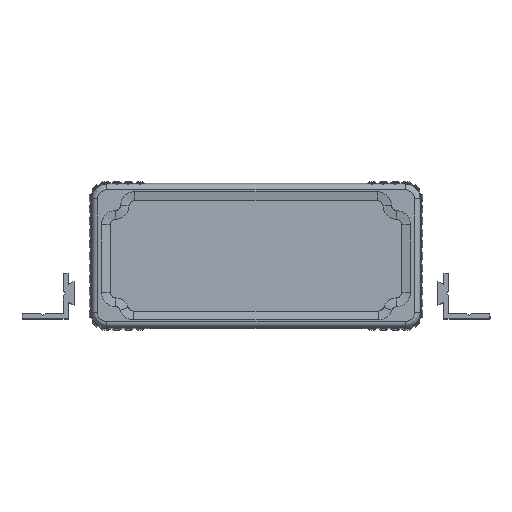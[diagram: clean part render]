
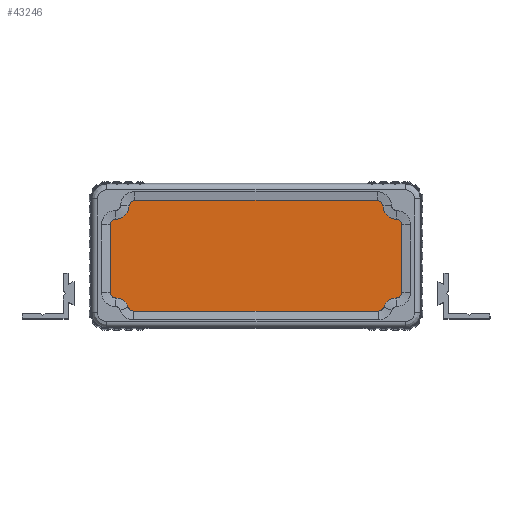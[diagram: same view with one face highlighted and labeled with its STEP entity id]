
A CAD part, top view. The second image highlights one B-rep face of the part: STEP entity #43246.
In plain terms, the highlighted planar face has unit normal (0, 0, 1).
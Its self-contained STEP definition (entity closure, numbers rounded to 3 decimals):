
#110 = DIRECTION ( 'NONE',  ( 0., 0., 1. ) ) ;
#596 = EDGE_CURVE ( 'NONE', #38292, #6449, #58861, .T. ) ;
#1085 = FACE_BOUND ( 'NONE', #50552, .T. ) ;
#1483 = VECTOR ( 'NONE', #61896, 1000. ) ;
#1541 = CIRCLE ( 'NONE', #60155, 1.75 ) ;
#4083 = DIRECTION ( 'NONE',  ( 0., 0., 1. ) ) ;
#4409 = CARTESIAN_POINT ( 'NONE',  ( 51.25, -19.25, 2. ) ) ;
#4714 = AXIS2_PLACEMENT_3D ( 'NONE', #59070, #59000, #58916 ) ;
#4747 = PLANE ( 'NONE',  #67023 ) ;
#6035 = CARTESIAN_POINT ( 'NONE',  ( -50., 17.3, 2. ) ) ;
#6154 = ORIENTED_EDGE ( 'NONE', *, *, #34362, .F. ) ;
#6246 = EDGE_CURVE ( 'NONE', #8061, #48712, #40126, .T. ) ;
#6449 = VERTEX_POINT ( 'NONE', #56269 ) ;
#6472 = VERTEX_POINT ( 'NONE', #29761 ) ;
#6811 = EDGE_CURVE ( 'NONE', #50709, #17871, #57407, .T. ) ;
#7242 = ORIENTED_EDGE ( 'NONE', *, *, #25644, .T. ) ;
#7475 = CARTESIAN_POINT ( 'NONE',  ( -51.25, -19.25, 2. ) ) ;
#8061 = VERTEX_POINT ( 'NONE', #36212 ) ;
#9425 = CARTESIAN_POINT ( 'NONE',  ( 54.25, 19.25, 2. ) ) ;
#9774 = DIRECTION ( 'NONE',  ( 1., 0., 0. ) ) ;
#12871 = DIRECTION ( 'NONE',  ( 1., 0., 0. ) ) ;
#12961 = AXIS2_PLACEMENT_3D ( 'NONE', #50930, #19045, #56271 ) ;
#13048 = CARTESIAN_POINT ( 'NONE',  ( -54.25, 19.25, 2. ) ) ;
#14291 = DIRECTION ( 'NONE',  ( 0., 0., 1. ) ) ;
#14930 = CARTESIAN_POINT ( 'NONE',  ( 46.5, 17.3, 2. ) ) ;
#15333 = FACE_BOUND ( 'NONE', #65910, .T. ) ;
#17305 = VERTEX_POINT ( 'NONE', #18094 ) ;
#17871 = VERTEX_POINT ( 'NONE', #19860 ) ;
#18094 = CARTESIAN_POINT ( 'NONE',  ( -46.5, -19.2, 2. ) ) ;
#18174 = DIRECTION ( 'NONE',  ( 0., 0., 1. ) ) ;
#18660 = VECTOR ( 'NONE', #56693, 1000. ) ;
#18661 = FACE_BOUND ( 'NONE', #24371, .T. ) ;
#18955 = CARTESIAN_POINT ( 'NONE',  ( -54.25, 19.25, 2. ) ) ;
#19045 = DIRECTION ( 'NONE',  ( 0., 0., 1. ) ) ;
#19218 = DIRECTION ( 'NONE',  ( 0., 0., 1. ) ) ;
#19860 = CARTESIAN_POINT ( 'NONE',  ( -46.5, 17.3, 2. ) ) ;
#20357 = LINE ( 'NONE', #51396, #18660 ) ;
#20809 = CARTESIAN_POINT ( 'NONE',  ( -48.25, 17.3, 2. ) ) ;
#20872 = DIRECTION ( 'NONE',  ( 0., 0., 1. ) ) ;
#21603 = CARTESIAN_POINT ( 'NONE',  ( 51.25, 22.25, 2. ) ) ;
#22197 = VERTEX_POINT ( 'NONE', #47427 ) ;
#22325 = EDGE_CURVE ( 'NONE', #22197, #68728, #29415, .T. ) ;
#22376 = DIRECTION ( 'NONE',  ( 0., 0., 1. ) ) ;
#22936 = ORIENTED_EDGE ( 'NONE', *, *, #26533, .F. ) ;
#22984 = ORIENTED_EDGE ( 'NONE', *, *, #32334, .F. ) ;
#24371 = EDGE_LOOP ( 'NONE', ( #22936, #25139 ) ) ;
#24474 = EDGE_CURVE ( 'NONE', #68728, #57297, #30220, .T. ) ;
#24634 = CIRCLE ( 'NONE', #45006, 3. ) ;
#25037 = DIRECTION ( 'NONE',  ( 0., -1., 0. ) ) ;
#25139 = ORIENTED_EDGE ( 'NONE', *, *, #6811, .F. ) ;
#25549 = ORIENTED_EDGE ( 'NONE', *, *, #29341, .T. ) ;
#25644 = EDGE_CURVE ( 'NONE', #60867, #58324, #38481, .T. ) ;
#26172 = DIRECTION ( 'NONE',  ( 1., 0., 0. ) ) ;
#26212 = EDGE_CURVE ( 'NONE', #58324, #63749, #58290, .T. ) ;
#26533 = EDGE_CURVE ( 'NONE', #17871, #50709, #32497, .T. ) ;
#26829 = EDGE_CURVE ( 'NONE', #17305, #6472, #1541, .T. ) ;
#27120 = CARTESIAN_POINT ( 'NONE',  ( -48.25, -19.2, 2. ) ) ;
#27224 = EDGE_CURVE ( 'NONE', #57297, #60867, #28197, .T. ) ;
#27719 = VECTOR ( 'NONE', #46822, 1000. ) ;
#27766 = ORIENTED_EDGE ( 'NONE', *, *, #596, .F. ) ;
#28197 = LINE ( 'NONE', #36167, #1483 ) ;
#28735 = EDGE_CURVE ( 'NONE', #34951, #22197, #24634, .T. ) ;
#29341 = EDGE_CURVE ( 'NONE', #35431, #34951, #20357, .T. ) ;
#29415 = LINE ( 'NONE', #9425, #27719 ) ;
#29508 = FACE_OUTER_BOUND ( 'NONE', #34448, .T. ) ;
#29761 = CARTESIAN_POINT ( 'NONE',  ( -50., -19.2, 2. ) ) ;
#30220 = CIRCLE ( 'NONE', #47962, 3. ) ;
#30333 = ORIENTED_EDGE ( 'NONE', *, *, #27224, .T. ) ;
#30502 = EDGE_CURVE ( 'NONE', #63749, #35431, #45948, .T. ) ;
#31692 = VECTOR ( 'NONE', #25037, 1000. ) ;
#31983 = CARTESIAN_POINT ( 'NONE',  ( -48.25, -19.2, 2. ) ) ;
#32100 = CARTESIAN_POINT ( 'NONE',  ( 48.25, 17.3, 2. ) ) ;
#32334 = EDGE_CURVE ( 'NONE', #6472, #17305, #40847, .T. ) ;
#32471 = DIRECTION ( 'NONE',  ( 1., 0., 0. ) ) ;
#32497 = CIRCLE ( 'NONE', #46489, 1.75 ) ;
#32717 = AXIS2_PLACEMENT_3D ( 'NONE', #31983, #22376, #37397 ) ;
#34362 = EDGE_CURVE ( 'NONE', #6449, #38292, #58166, .T. ) ;
#34448 = EDGE_LOOP ( 'NONE', ( #54833, #25549, #46433, #47040, #40766, #30333, #7242, #42817 ) ) ;
#34951 = VERTEX_POINT ( 'NONE', #68171 ) ;
#35314 = EDGE_CURVE ( 'NONE', #48712, #8061, #66102, .T. ) ;
#35431 = VERTEX_POINT ( 'NONE', #36216 ) ;
#36075 = CARTESIAN_POINT ( 'NONE',  ( 51.25, 19.25, 2. ) ) ;
#36167 = CARTESIAN_POINT ( 'NONE',  ( -51.25, 22.25, 2. ) ) ;
#36212 = CARTESIAN_POINT ( 'NONE',  ( 50., 17.3, 2. ) ) ;
#36216 = CARTESIAN_POINT ( 'NONE',  ( -51.25, -22.25, 2. ) ) ;
#36217 = CARTESIAN_POINT ( 'NONE',  ( -54.25, -19.25, 2. ) ) ;
#37397 = DIRECTION ( 'NONE',  ( 1., 0., 0. ) ) ;
#37507 = DIRECTION ( 'NONE',  ( 1., 0., 0. ) ) ;
#37983 = ORIENTED_EDGE ( 'NONE', *, *, #35314, .F. ) ;
#38292 = VERTEX_POINT ( 'NONE', #68422 ) ;
#38481 = CIRCLE ( 'NONE', #12961, 3. ) ;
#38848 = ORIENTED_EDGE ( 'NONE', *, *, #26829, .F. ) ;
#40126 = CIRCLE ( 'NONE', #44744, 1.75 ) ;
#40766 = ORIENTED_EDGE ( 'NONE', *, *, #24474, .T. ) ;
#40847 = CIRCLE ( 'NONE', #32717, 1.75 ) ;
#41496 = DIRECTION ( 'NONE',  ( -1., 0., 0. ) ) ;
#41803 = DIRECTION ( 'NONE',  ( 0., 0., 1. ) ) ;
#42011 = EDGE_LOOP ( 'NONE', ( #27766, #6154 ) ) ;
#42817 = ORIENTED_EDGE ( 'NONE', *, *, #26212, .T. ) ;
#43246 = ADVANCED_FACE ( 'NONE', ( #18661, #1085, #29508, #56124, #15333 ), #4747, .T. ) ;
#44744 = AXIS2_PLACEMENT_3D ( 'NONE', #32100, #110, #37507 ) ;
#44894 = DIRECTION ( 'NONE',  ( 0., 0., 1. ) ) ;
#45006 = AXIS2_PLACEMENT_3D ( 'NONE', #4409, #41803, #9774 ) ;
#45948 = CIRCLE ( 'NONE', #63292, 3. ) ;
#46274 = CARTESIAN_POINT ( 'NONE',  ( 48.25, 17.3, 2. ) ) ;
#46433 = ORIENTED_EDGE ( 'NONE', *, *, #28735, .T. ) ;
#46489 = AXIS2_PLACEMENT_3D ( 'NONE', #51125, #19218, #56464 ) ;
#46822 = DIRECTION ( 'NONE',  ( 0., 1., 0. ) ) ;
#47040 = ORIENTED_EDGE ( 'NONE', *, *, #22325, .T. ) ;
#47427 = CARTESIAN_POINT ( 'NONE',  ( 54.25, -19.25, 2. ) ) ;
#47962 = AXIS2_PLACEMENT_3D ( 'NONE', #36075, #4083, #41496 ) ;
#48146 = CARTESIAN_POINT ( 'NONE',  ( 54.25, 19.25, 2. ) ) ;
#48712 = VERTEX_POINT ( 'NONE', #14930 ) ;
#49143 = CARTESIAN_POINT ( 'NONE',  ( -51.25, 22.25, 2. ) ) ;
#50066 = CARTESIAN_POINT ( 'NONE',  ( 48.25, -19.2, 2. ) ) ;
#50552 = EDGE_LOOP ( 'NONE', ( #38848, #22984 ) ) ;
#50709 = VERTEX_POINT ( 'NONE', #6035 ) ;
#50930 = CARTESIAN_POINT ( 'NONE',  ( -51.25, 19.25, 2. ) ) ;
#51125 = CARTESIAN_POINT ( 'NONE',  ( -48.25, 17.3, 2. ) ) ;
#51396 = CARTESIAN_POINT ( 'NONE',  ( -51.25, -22.25, 2. ) ) ;
#51569 = DIRECTION ( 'NONE',  ( 1., 0., 0. ) ) ;
#52764 = CARTESIAN_POINT ( 'NONE',  ( -51.25, -19.25, 2. ) ) ;
#53954 = AXIS2_PLACEMENT_3D ( 'NONE', #20809, #58008, #26172 ) ;
#54833 = ORIENTED_EDGE ( 'NONE', *, *, #30502, .T. ) ;
#55382 = DIRECTION ( 'NONE',  ( 1., 0., 0. ) ) ;
#55627 = AXIS2_PLACEMENT_3D ( 'NONE', #46274, #14291, #51569 ) ;
#56124 = FACE_BOUND ( 'NONE', #42011, .T. ) ;
#56269 = CARTESIAN_POINT ( 'NONE',  ( 46.5, -19.2, 2. ) ) ;
#56271 = DIRECTION ( 'NONE',  ( 1., 0., 0. ) ) ;
#56464 = DIRECTION ( 'NONE',  ( 1., 0., 0. ) ) ;
#56693 = DIRECTION ( 'NONE',  ( 1., 0., 0. ) ) ;
#57297 = VERTEX_POINT ( 'NONE', #21603 ) ;
#57407 = CIRCLE ( 'NONE', #53954, 1.75 ) ;
#58008 = DIRECTION ( 'NONE',  ( 0., 0., 1. ) ) ;
#58082 = DIRECTION ( 'NONE',  ( 1., 0., 0. ) ) ;
#58166 = CIRCLE ( 'NONE', #63484, 1.75 ) ;
#58290 = LINE ( 'NONE', #18955, #31692 ) ;
#58324 = VERTEX_POINT ( 'NONE', #13048 ) ;
#58861 = CIRCLE ( 'NONE', #4714, 1.75 ) ;
#58916 = DIRECTION ( 'NONE',  ( 1., 0., 0. ) ) ;
#59000 = DIRECTION ( 'NONE',  ( 0., 0., 1. ) ) ;
#59070 = CARTESIAN_POINT ( 'NONE',  ( 48.25, -19.2, 2. ) ) ;
#60155 = AXIS2_PLACEMENT_3D ( 'NONE', #27120, #64217, #32471 ) ;
#60867 = VERTEX_POINT ( 'NONE', #49143 ) ;
#61896 = DIRECTION ( 'NONE',  ( -1., 0., 0. ) ) ;
#63292 = AXIS2_PLACEMENT_3D ( 'NONE', #7475, #44894, #12871 ) ;
#63484 = AXIS2_PLACEMENT_3D ( 'NONE', #50066, #18174, #55382 ) ;
#63749 = VERTEX_POINT ( 'NONE', #36217 ) ;
#64217 = DIRECTION ( 'NONE',  ( 0., 0., 1. ) ) ;
#64898 = ORIENTED_EDGE ( 'NONE', *, *, #6246, .F. ) ;
#65910 = EDGE_LOOP ( 'NONE', ( #64898, #37983 ) ) ;
#66102 = CIRCLE ( 'NONE', #55627, 1.75 ) ;
#67023 = AXIS2_PLACEMENT_3D ( 'NONE', #52764, #20872, #58082 ) ;
#68171 = CARTESIAN_POINT ( 'NONE',  ( 51.25, -22.25, 2. ) ) ;
#68422 = CARTESIAN_POINT ( 'NONE',  ( 50., -19.2, 2. ) ) ;
#68728 = VERTEX_POINT ( 'NONE', #48146 ) ;
